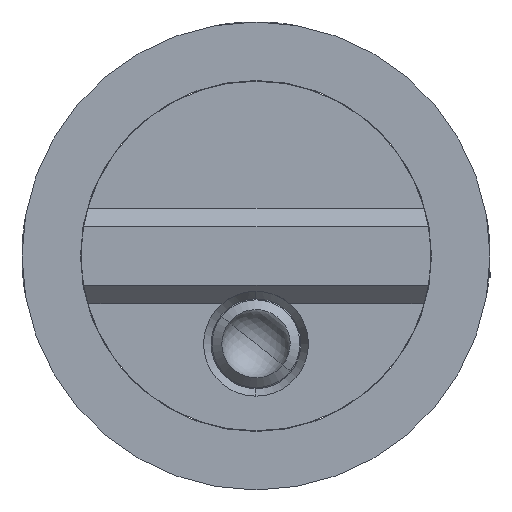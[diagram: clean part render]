
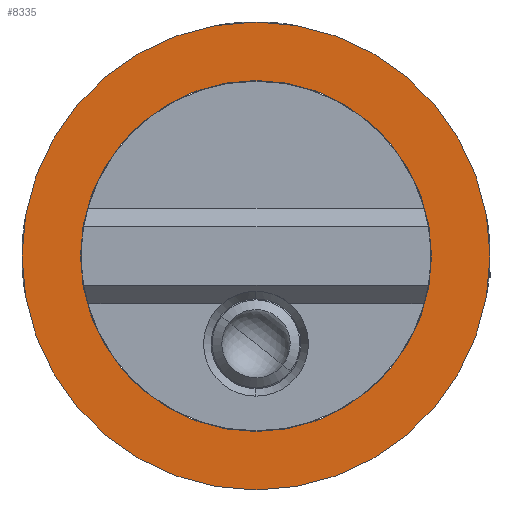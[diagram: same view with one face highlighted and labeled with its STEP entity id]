
A CAD part, left-side view. The second image highlights one B-rep face of the part: STEP entity #8335.
In plain terms, the highlighted planar face has unit normal (-1, 0, 0).
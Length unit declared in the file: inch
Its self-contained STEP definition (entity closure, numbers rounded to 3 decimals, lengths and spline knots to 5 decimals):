
#1373 = CARTESIAN_POINT ( 'NONE',  ( -1.4375, 0., 0.375 ) ) ;
#1530 = ORIENTED_EDGE ( 'NONE', *, *, #2424, .T. ) ;
#2282 = CIRCLE ( 'NONE', #6826, 0.375 ) ;
#2424 = EDGE_CURVE ( 'NONE', #5511, #7708, #7221, .T. ) ;
#2503 = DIRECTION ( 'NONE',  ( 1., 0., 0. ) ) ;
#2618 = CARTESIAN_POINT ( 'NONE',  ( -1.4375, 0., 0. ) ) ;
#2765 = FACE_OUTER_BOUND ( 'NONE', #3794, .T. ) ;
#3203 = DIRECTION ( 'NONE',  ( 1., 0., 0. ) ) ;
#3249 = EDGE_CURVE ( 'NONE', #7708, #5511, #2282, .T. ) ;
#3275 = DIRECTION ( 'NONE',  ( 1., 0., 0. ) ) ;
#3403 = DIRECTION ( 'NONE',  ( 1., 0., 0. ) ) ;
#3442 = DIRECTION ( 'NONE',  ( 0., 0., -1. ) ) ;
#3793 = AXIS2_PLACEMENT_3D ( 'NONE', #6733, #3403, #3442 ) ;
#3794 = EDGE_LOOP ( 'NONE', ( #7360, #7389 ) ) ;
#3863 = DIRECTION ( 'NONE',  ( 1., 0., 0. ) ) ;
#3907 = CARTESIAN_POINT ( 'NONE',  ( -1.4375, 0., 0. ) ) ;
#4000 = CARTESIAN_POINT ( 'NONE',  ( -1.4375, 0., -0.375 ) ) ;
#4155 = EDGE_CURVE ( 'NONE', #5152, #8575, #6480, .T. ) ;
#4580 = CARTESIAN_POINT ( 'NONE',  ( -1.4375, 0., 0. ) ) ;
#4588 = AXIS2_PLACEMENT_3D ( 'NONE', #4580, #2503, #6640 ) ;
#5152 = VERTEX_POINT ( 'NONE', #6252 ) ;
#5381 = AXIS2_PLACEMENT_3D ( 'NONE', #2618, #3203, #5901 ) ;
#5418 = CARTESIAN_POINT ( 'NONE',  ( -1.4375, 0., -0.5 ) ) ;
#5511 = VERTEX_POINT ( 'NONE', #1373 ) ;
#5901 = DIRECTION ( 'NONE',  ( 0., 0., -1. ) ) ;
#5980 = DIRECTION ( 'NONE',  ( 0., 0., -1. ) ) ;
#6139 = PLANE ( 'NONE',  #3793 ) ;
#6252 = CARTESIAN_POINT ( 'NONE',  ( -1.4375, 0., 0.5 ) ) ;
#6480 = CIRCLE ( 'NONE', #7579, 0.5 ) ;
#6640 = DIRECTION ( 'NONE',  ( 0., 0., -1. ) ) ;
#6731 = EDGE_CURVE ( 'NONE', #8575, #5152, #8410, .T. ) ;
#6733 = CARTESIAN_POINT ( 'NONE',  ( -1.4375, 0., 0. ) ) ;
#6826 = AXIS2_PLACEMENT_3D ( 'NONE', #3907, #3863, #5980 ) ;
#7211 = ORIENTED_EDGE ( 'NONE', *, *, #3249, .T. ) ;
#7221 = CIRCLE ( 'NONE', #5381, 0.375 ) ;
#7333 = CARTESIAN_POINT ( 'NONE',  ( -1.4375, 0., 0. ) ) ;
#7360 = ORIENTED_EDGE ( 'NONE', *, *, #4155, .F. ) ;
#7389 = ORIENTED_EDGE ( 'NONE', *, *, #6731, .F. ) ;
#7491 = EDGE_LOOP ( 'NONE', ( #1530, #7211 ) ) ;
#7529 = FACE_BOUND ( 'NONE', #7491, .T. ) ;
#7579 = AXIS2_PLACEMENT_3D ( 'NONE', #7333, #3275, #7991 ) ;
#7708 = VERTEX_POINT ( 'NONE', #4000 ) ;
#7991 = DIRECTION ( 'NONE',  ( 0., 0., -1. ) ) ;
#8335 = ADVANCED_FACE ( 'NONE', ( #2765, #7529 ), #6139, .F. ) ;
#8410 = CIRCLE ( 'NONE', #4588, 0.5 ) ;
#8575 = VERTEX_POINT ( 'NONE', #5418 ) ;
